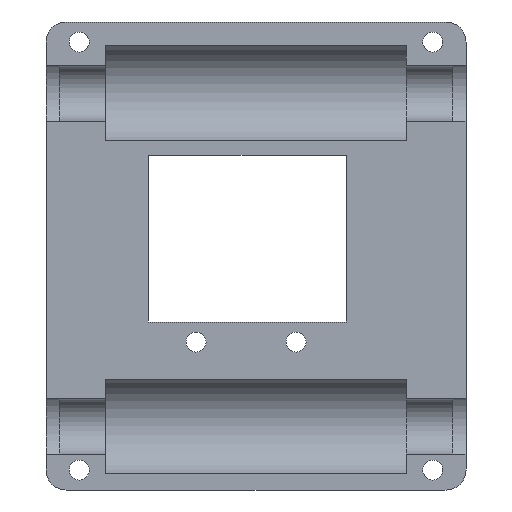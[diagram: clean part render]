
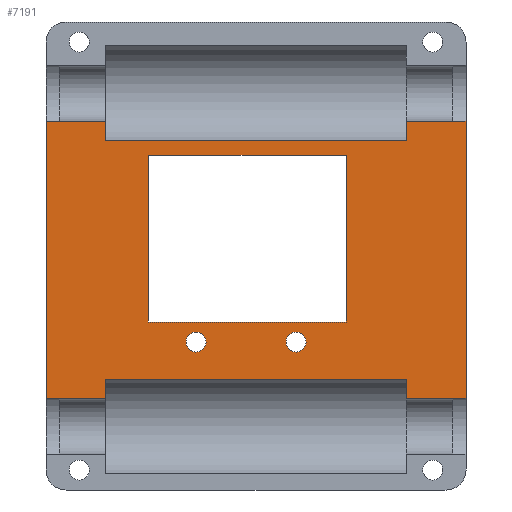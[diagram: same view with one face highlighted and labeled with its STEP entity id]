
A CAD part, front view. The second image highlights one B-rep face of the part: STEP entity #7191.
In plain terms, the highlighted planar face has unit normal (0, -1, 0).
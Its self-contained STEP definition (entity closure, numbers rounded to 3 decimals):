
#676=CIRCLE('',#8006,1.5);
#677=CIRCLE('',#8010,1.5);
#699=FACE_BOUND('',#1619,.T.);
#700=FACE_BOUND('',#1620,.T.);
#701=FACE_BOUND('',#1621,.T.);
#851=PLANE('',#8018);
#1224=FACE_OUTER_BOUND('',#1618,.T.);
#1618=EDGE_LOOP('',(#6799,#6800,#6801,#6802,#6803,#6804,#6805,#6806,#6807,
#6808,#6809,#6810));
#1619=EDGE_LOOP('',(#6811,#6812,#6813,#6814));
#1620=EDGE_LOOP('',(#6815));
#1621=EDGE_LOOP('',(#6816));
#1805=LINE('',#16411,#2434);
#1901=LINE('',#16719,#2530);
#1926=LINE('',#16786,#2555);
#2173=LINE('',#17703,#2802);
#2175=LINE('',#17707,#2804);
#2180=LINE('',#17721,#2809);
#2187=LINE('',#17738,#2816);
#2190=LINE('',#17747,#2819);
#2193=LINE('',#17754,#2822);
#2198=LINE('',#17768,#2827);
#2207=LINE('',#17789,#2836);
#2215=LINE('',#17809,#2844);
#2221=LINE('',#17819,#2850);
#2229=LINE('',#17841,#2858);
#2238=LINE('',#17866,#2867);
#2246=LINE('',#17895,#2875);
#2434=VECTOR('',#8610,10.);
#2530=VECTOR('',#8890,10.);
#2555=VECTOR('',#8961,10.);
#2802=VECTOR('',#10060,10.);
#2804=VECTOR('',#10064,10.);
#2809=VECTOR('',#10073,10.);
#2816=VECTOR('',#10090,10.);
#2819=VECTOR('',#10097,10.);
#2822=VECTOR('',#10102,10.);
#2827=VECTOR('',#10113,10.);
#2836=VECTOR('',#10132,10.);
#2844=VECTOR('',#10154,10.);
#2850=VECTOR('',#10162,10.);
#2858=VECTOR('',#10190,10.);
#2867=VECTOR('',#10219,10.);
#2875=VECTOR('',#10257,10.);
#3150=VERTEX_POINT('',#16408);
#3151=VERTEX_POINT('',#16410);
#3270=VERTEX_POINT('',#16716);
#3271=VERTEX_POINT('',#16718);
#3289=VERTEX_POINT('',#16783);
#3290=VERTEX_POINT('',#16785);
#3534=VERTEX_POINT('',#17701);
#3535=VERTEX_POINT('',#17705);
#3541=VERTEX_POINT('',#17718);
#3542=VERTEX_POINT('',#17720);
#3547=VERTEX_POINT('',#17736);
#3551=VERTEX_POINT('',#17745);
#3552=VERTEX_POINT('',#17750);
#3554=VERTEX_POINT('',#17753);
#3560=VERTEX_POINT('',#17767);
#3565=VERTEX_POINT('',#17782);
#3590=VERTEX_POINT('',#17883);
#3591=VERTEX_POINT('',#17891);
#3915=EDGE_CURVE('',#3150,#3151,#1805,.T.);
#4075=EDGE_CURVE('',#3271,#3270,#1901,.T.);
#4108=EDGE_CURVE('',#3290,#3289,#1926,.T.);
#4565=EDGE_CURVE('',#3534,#3150,#2173,.T.);
#4567=EDGE_CURVE('',#3535,#3534,#2175,.T.);
#4573=EDGE_CURVE('',#3542,#3541,#2180,.T.);
#4582=EDGE_CURVE('',#3541,#3547,#2187,.T.);
#4586=EDGE_CURVE('',#3547,#3551,#2190,.T.);
#4589=EDGE_CURVE('',#3554,#3552,#2193,.T.);
#4596=EDGE_CURVE('',#3560,#3554,#2198,.T.);
#4607=EDGE_CURVE('',#3565,#3560,#2207,.T.);
#4618=EDGE_CURVE('',#3289,#3542,#2215,.T.);
#4624=EDGE_CURVE('',#3552,#3290,#2221,.T.);
#4635=EDGE_CURVE('',#3551,#3271,#2229,.T.);
#4648=EDGE_CURVE('',#3270,#3565,#2238,.T.);
#4657=EDGE_CURVE('',#3590,#3590,#676,.T.);
#4661=EDGE_CURVE('',#3591,#3591,#677,.T.);
#4662=EDGE_CURVE('',#3151,#3535,#2246,.T.);
#6799=ORIENTED_EDGE('',*,*,#4586,.T.);
#6800=ORIENTED_EDGE('',*,*,#4635,.T.);
#6801=ORIENTED_EDGE('',*,*,#4075,.T.);
#6802=ORIENTED_EDGE('',*,*,#4648,.T.);
#6803=ORIENTED_EDGE('',*,*,#4607,.T.);
#6804=ORIENTED_EDGE('',*,*,#4596,.T.);
#6805=ORIENTED_EDGE('',*,*,#4589,.T.);
#6806=ORIENTED_EDGE('',*,*,#4624,.T.);
#6807=ORIENTED_EDGE('',*,*,#4108,.T.);
#6808=ORIENTED_EDGE('',*,*,#4618,.T.);
#6809=ORIENTED_EDGE('',*,*,#4573,.T.);
#6810=ORIENTED_EDGE('',*,*,#4582,.T.);
#6811=ORIENTED_EDGE('',*,*,#4567,.F.);
#6812=ORIENTED_EDGE('',*,*,#4662,.F.);
#6813=ORIENTED_EDGE('',*,*,#3915,.F.);
#6814=ORIENTED_EDGE('',*,*,#4565,.F.);
#6815=ORIENTED_EDGE('',*,*,#4661,.F.);
#6816=ORIENTED_EDGE('',*,*,#4657,.F.);
#7191=ADVANCED_FACE('',(#1224,#699,#700,#701),#851,.F.);
#8006=AXIS2_PLACEMENT_3D('',#17885,#10242,#10243);
#8010=AXIS2_PLACEMENT_3D('',#17893,#10253,#10254);
#8018=AXIS2_PLACEMENT_3D('',#17906,#10274,#10275);
#8610=DIRECTION('',(0.,0.,1.));
#8890=DIRECTION('',(0.,0.,1.));
#8961=DIRECTION('',(0.,0.,-1.));
#10060=DIRECTION('',(1.,0.,0.));
#10064=DIRECTION('',(0.,0.,-1.));
#10073=DIRECTION('',(0.,0.,1.));
#10090=DIRECTION('',(1.,0.,0.));
#10097=DIRECTION('',(0.,0.,-1.));
#10102=DIRECTION('',(0.,0.,1.));
#10113=DIRECTION('',(-1.,0.,0.));
#10132=DIRECTION('',(0.,0.,-1.));
#10154=DIRECTION('',(1.,0.,0.));
#10162=DIRECTION('',(-1.,0.,0.));
#10190=DIRECTION('',(1.,0.,0.));
#10219=DIRECTION('',(-1.,0.,0.));
#10242=DIRECTION('center_axis',(0.,-1.,0.));
#10243=DIRECTION('ref_axis',(1.,0.,0.));
#10253=DIRECTION('center_axis',(0.,-1.,0.));
#10254=DIRECTION('ref_axis',(1.,0.,0.));
#10257=DIRECTION('',(-1.,0.,0.));
#10274=DIRECTION('center_axis',(0.,1.,0.));
#10275=DIRECTION('ref_axis',(1.,0.,0.));
#16408=CARTESIAN_POINT('',(15.,1.5,3.));
#16410=CARTESIAN_POINT('',(15.,1.5,28.));
#16411=CARTESIAN_POINT('',(15.,1.5,3.));
#16716=CARTESIAN_POINT('',(33.,1.5,33.13));
#16718=CARTESIAN_POINT('',(33.,1.5,-8.47));
#16719=CARTESIAN_POINT('',(33.,1.5,-19.2));
#16783=CARTESIAN_POINT('',(-30.,1.5,-8.47));
#16785=CARTESIAN_POINT('',(-30.,1.5,33.13));
#16786=CARTESIAN_POINT('',(-30.,1.5,45.));
#17701=CARTESIAN_POINT('',(-14.7,1.5,3.));
#17703=CARTESIAN_POINT('',(-14.7,1.5,3.));
#17705=CARTESIAN_POINT('',(-14.7,1.5,28.));
#17707=CARTESIAN_POINT('',(-14.7,1.5,3.));
#17718=CARTESIAN_POINT('',(-21.15,1.5,-5.57));
#17720=CARTESIAN_POINT('',(-21.15,1.5,-8.47));
#17721=CARTESIAN_POINT('',(-21.15,1.5,12.615));
#17736=CARTESIAN_POINT('',(24.05,1.5,-5.57));
#17738=CARTESIAN_POINT('',(12.775,1.5,-5.57));
#17745=CARTESIAN_POINT('',(24.05,1.5,-8.47));
#17747=CARTESIAN_POINT('',(24.05,1.5,0.115));
#17750=CARTESIAN_POINT('',(-21.15,1.5,33.13));
#17753=CARTESIAN_POINT('',(-21.15,1.5,30.23));
#17754=CARTESIAN_POINT('',(-21.15,1.5,12.615));
#17767=CARTESIAN_POINT('',(24.05,1.5,30.23));
#17768=CARTESIAN_POINT('',(12.775,1.5,30.23));
#17782=CARTESIAN_POINT('',(24.05,1.5,33.13));
#17789=CARTESIAN_POINT('',(24.05,1.5,25.115));
#17809=CARTESIAN_POINT('',(17.25,1.5,-8.47));
#17819=CARTESIAN_POINT('',(17.25,1.5,33.13));
#17841=CARTESIAN_POINT('',(17.25,1.5,-8.47));
#17866=CARTESIAN_POINT('',(17.25,1.5,33.13));
#17883=CARTESIAN_POINT('',(6.,1.5,0.));
#17885=CARTESIAN_POINT('Origin',(7.5,1.5,0.));
#17891=CARTESIAN_POINT('',(-9.,1.5,0.));
#17893=CARTESIAN_POINT('Origin',(-7.5,1.5,0.));
#17895=CARTESIAN_POINT('',(-14.7,1.5,28.));
#17906=CARTESIAN_POINT('Origin',(1.5,1.5,12.9));
